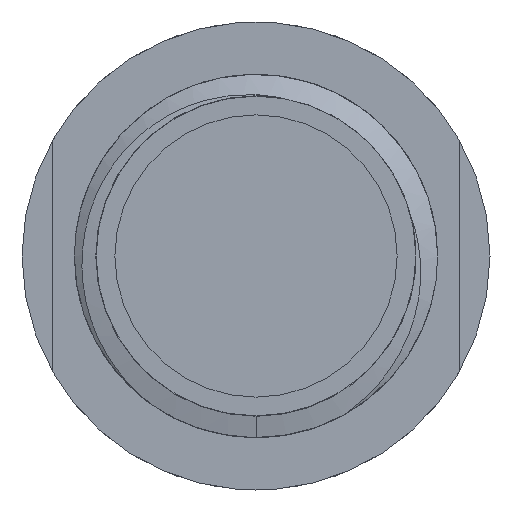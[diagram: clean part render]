
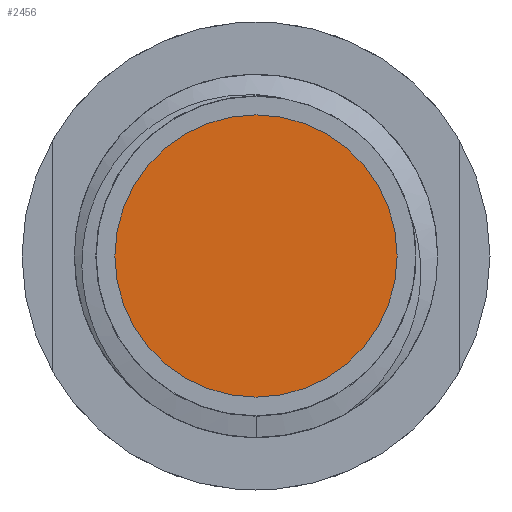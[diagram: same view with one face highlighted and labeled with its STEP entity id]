
A CAD part, left-side view. The second image highlights one B-rep face of the part: STEP entity #2456.
In plain terms, the highlighted planar face has unit normal (-1, 0, 0).
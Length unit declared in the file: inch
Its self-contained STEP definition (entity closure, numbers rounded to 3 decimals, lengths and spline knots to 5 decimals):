
#134 = DIRECTION ( 'NONE',  ( 0., 1., 0. ) ) ;
#150 = EDGE_CURVE ( 'NONE', #938, #2478, #701, .T. ) ;
#282 = DIRECTION ( 'NONE',  ( 0., 1., 0. ) ) ;
#359 = DIRECTION ( 'NONE',  ( 1., 0., 0. ) ) ;
#402 = DIRECTION ( 'NONE',  ( 1., 0., 0. ) ) ;
#608 = AXIS2_PLACEMENT_3D ( 'NONE', #2995, #1894, #282 ) ;
#701 = CIRCLE ( 'NONE', #783, 0.09 ) ;
#714 = ORIENTED_EDGE ( 'NONE', *, *, #1551, .F. ) ;
#783 = AXIS2_PLACEMENT_3D ( 'NONE', #3332, #359, #134 ) ;
#938 = VERTEX_POINT ( 'NONE', #1300 ) ;
#1237 = DIRECTION ( 'NONE',  ( 0., 1., 0. ) ) ;
#1300 = CARTESIAN_POINT ( 'NONE',  ( 0.01, 0.09, 0. ) ) ;
#1551 = EDGE_CURVE ( 'NONE', #2478, #938, #2549, .T. ) ;
#1554 = ORIENTED_EDGE ( 'NONE', *, *, #150, .F. ) ;
#1894 = DIRECTION ( 'NONE',  ( -1., 0., 0. ) ) ;
#2183 = PLANE ( 'NONE',  #608 ) ;
#2449 = CARTESIAN_POINT ( 'NONE',  ( 0.01, -0.09, 0. ) ) ;
#2456 = ADVANCED_FACE ( 'NONE', ( #2999 ), #2183, .T. ) ;
#2457 = AXIS2_PLACEMENT_3D ( 'NONE', #2577, #402, #1237 ) ;
#2478 = VERTEX_POINT ( 'NONE', #2449 ) ;
#2549 = CIRCLE ( 'NONE', #2457, 0.09 ) ;
#2577 = CARTESIAN_POINT ( 'NONE',  ( 0.01, 0., 0. ) ) ;
#2995 = CARTESIAN_POINT ( 'NONE',  ( 0.01, 0., 0. ) ) ;
#2999 = FACE_OUTER_BOUND ( 'NONE', #3410, .T. ) ;
#3332 = CARTESIAN_POINT ( 'NONE',  ( 0.01, 0., 0. ) ) ;
#3410 = EDGE_LOOP ( 'NONE', ( #1554, #714 ) ) ;
